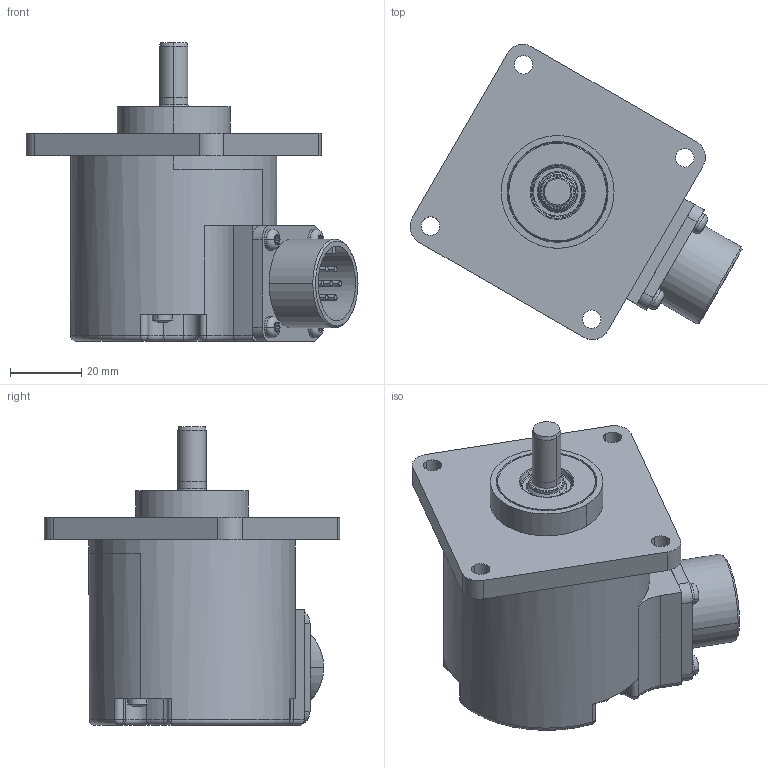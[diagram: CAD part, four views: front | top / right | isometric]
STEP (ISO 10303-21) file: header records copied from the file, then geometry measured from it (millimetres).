
FILE_DESCRIPTION((''),'2;1');
FILE_NAME('578490','2010-11-10T',('se2802'),(''),'PRO/ENGINEER BY PARAMETRIC TECHNOLOGY CORPORATION, 2010180','PRO/ENGINEER BY PARAMETRIC TECHNOLOGY CORPORATION, 2010180','');
FILE_SCHEMA(('CONFIG_CONTROL_DESIGN'));
Length unit declared in the file: millimetre
Products named in the file (1): 578490
Bounding box: 93.4 x 83.08 x 84.05 mm (x, y, z)
Volume: 180528.2 mm3; surface area: 26848.7 mm2
Topology: 1 solids, 2 shells, 1178 faces, 3161 edges, 2074 vertices
Faces by surface type: plane 528, extrusion 324, cylinder 255, torus 37, cone 14, sphere 12, bspline 8
Entity records: 40793 total; most frequent: CARTESIAN_POINT 12034, ORIENTED_EDGE 6322, DIRECTION 5210, EDGE_CURVE 3161, VERTEX_POINT 2074, VECTOR 1912, AXIS2_PLACEMENT_3D 1649, LINE 1588
